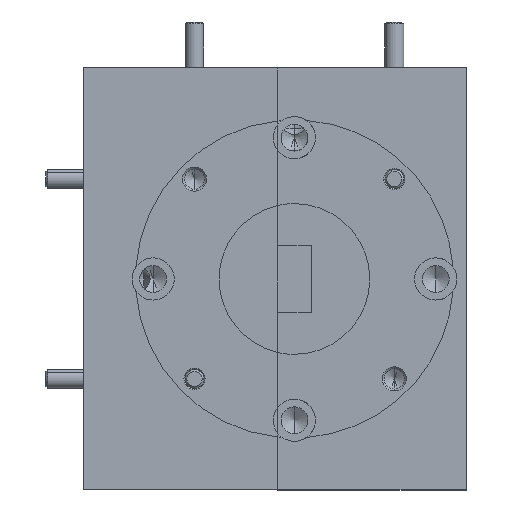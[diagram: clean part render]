
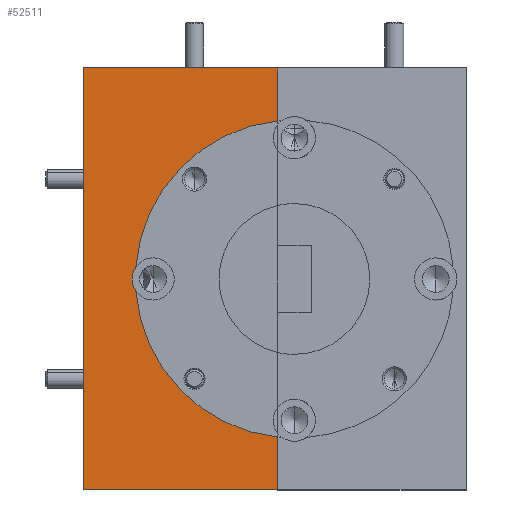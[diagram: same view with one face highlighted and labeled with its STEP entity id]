
A CAD part, left-side view. The second image highlights one B-rep face of the part: STEP entity #52511.
In plain terms, the highlighted planar face has unit normal (-1, 0, 0).
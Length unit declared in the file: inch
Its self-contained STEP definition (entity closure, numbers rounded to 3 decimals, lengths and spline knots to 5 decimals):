
#2422 = ORIENTED_EDGE ( 'NONE', *, *, #34624, .T. ) ;
#2433 = LINE ( 'NONE', #11999, #25849 ) ;
#2537 = DIRECTION ( 'NONE',  ( 1., 0., 0. ) ) ;
#3849 = DIRECTION ( 'NONE',  ( 1., 0., 0. ) ) ;
#7847 = ORIENTED_EDGE ( 'NONE', *, *, #49418, .T. ) ;
#8111 = VERTEX_POINT ( 'NONE', #57477 ) ;
#9186 = VERTEX_POINT ( 'NONE', #26896 ) ;
#10134 = LINE ( 'NONE', #35487, #13776 ) ;
#10263 = LINE ( 'NONE', #32888, #46059 ) ;
#11999 = CARTESIAN_POINT ( 'NONE',  ( 1.12749, 0.35421, 1.26705 ) ) ;
#13278 = DIRECTION ( 'NONE',  ( 0., 0., -1. ) ) ;
#13473 = VERTEX_POINT ( 'NONE', #43009 ) ;
#13776 = VECTOR ( 'NONE', #49954, 39.37008 ) ;
#14401 = DIRECTION ( 'NONE',  ( 1., 0., 0. ) ) ;
#14888 = VERTEX_POINT ( 'NONE', #21965 ) ;
#15191 = ORIENTED_EDGE ( 'NONE', *, *, #46648, .T. ) ;
#17544 = AXIS2_PLACEMENT_3D ( 'NONE', #31825, #3849, #36513 ) ;
#21064 = DIRECTION ( 'NONE',  ( 0., 0., -1. ) ) ;
#21101 = CARTESIAN_POINT ( 'NONE',  ( 1.12749, 0.35421, 2.66705 ) ) ;
#21155 = DIRECTION ( 'NONE',  ( 0., 0., -1. ) ) ;
#21427 = CARTESIAN_POINT ( 'NONE',  ( 1.12749, 0.82416, 2.00739 ) ) ;
#21965 = CARTESIAN_POINT ( 'NONE',  ( 1.12749, 0.82416, 1.92671 ) ) ;
#25221 = CARTESIAN_POINT ( 'NONE',  ( 1.12749, 0.35421, 2.66705 ) ) ;
#25849 = VECTOR ( 'NONE', #30213, 39.37008 ) ;
#25978 = CARTESIAN_POINT ( 'NONE',  ( 1.12749, 0.35421, 2.66705 ) ) ;
#26779 = ORIENTED_EDGE ( 'NONE', *, *, #56016, .F. ) ;
#26896 = CARTESIAN_POINT ( 'NONE',  ( 1.12749, 0.99821, 2.66705 ) ) ;
#29115 = ORIENTED_EDGE ( 'NONE', *, *, #42760, .F. ) ;
#30213 = DIRECTION ( 'NONE',  ( 0., 1., 0. ) ) ;
#31825 = CARTESIAN_POINT ( 'NONE',  ( 1.12749, 0.29821, 1.96705 ) ) ;
#32888 = CARTESIAN_POINT ( 'NONE',  ( 1.12749, 0.35421, 2.66705 ) ) ;
#32969 = CIRCLE ( 'NONE', #34970, 0.5275 ) ;
#33960 = CIRCLE ( 'NONE', #54093, 0.07 ) ;
#34050 = CARTESIAN_POINT ( 'NONE',  ( 1.12749, 0.29821, 1.96705 ) ) ;
#34124 = VERTEX_POINT ( 'NONE', #59347 ) ;
#34168 = ORIENTED_EDGE ( 'NONE', *, *, #43028, .F. ) ;
#34624 = EDGE_CURVE ( 'NONE', #14888, #50254, #33960, .T. ) ;
#34970 = AXIS2_PLACEMENT_3D ( 'NONE', #34050, #2537, #21155 ) ;
#35487 = CARTESIAN_POINT ( 'NONE',  ( 1.12749, 0.99821, 2.66705 ) ) ;
#36359 = FACE_OUTER_BOUND ( 'NONE', #37158, .T. ) ;
#36513 = DIRECTION ( 'NONE',  ( 0., 0., -1. ) ) ;
#37158 = EDGE_LOOP ( 'NONE', ( #2422, #55464, #34168, #7847, #37415, #26779, #29115, #15191 ) ) ;
#37415 = ORIENTED_EDGE ( 'NONE', *, *, #44083, .T. ) ;
#37673 = CARTESIAN_POINT ( 'NONE',  ( 1.12749, 0.35421, 2.66705 ) ) ;
#38056 = VECTOR ( 'NONE', #21064, 39.37008 ) ;
#42173 = CARTESIAN_POINT ( 'NONE',  ( 1.12749, 0.76696, 1.96705 ) ) ;
#42388 = DIRECTION ( 'NONE',  ( 0., 0., -1. ) ) ;
#42760 = EDGE_CURVE ( 'NONE', #8111, #60048, #50437, .T. ) ;
#43009 = CARTESIAN_POINT ( 'NONE',  ( 1.12749, 0.99821, 1.26705 ) ) ;
#43028 = EDGE_CURVE ( 'NONE', #55458, #34124, #10263, .T. ) ;
#44083 = EDGE_CURVE ( 'NONE', #9186, #13473, #10134, .T. ) ;
#45583 = AXIS2_PLACEMENT_3D ( 'NONE', #37673, #14401, #56625 ) ;
#46059 = VECTOR ( 'NONE', #13278, 39.37008 ) ;
#46648 = EDGE_CURVE ( 'NONE', #8111, #14888, #51644, .T. ) ;
#49219 = LINE ( 'NONE', #25221, #55072 ) ;
#49418 = EDGE_CURVE ( 'NONE', #55458, #9186, #49219, .T. ) ;
#49954 = DIRECTION ( 'NONE',  ( 0., 0., -1. ) ) ;
#50254 = VERTEX_POINT ( 'NONE', #21427 ) ;
#50296 = PLANE ( 'NONE',  #45583 ) ;
#50437 = LINE ( 'NONE', #25978, #38056 ) ;
#50680 = EDGE_CURVE ( 'NONE', #50254, #34124, #32969, .T. ) ;
#51644 = CIRCLE ( 'NONE', #17544, 0.5275 ) ;
#52511 = ADVANCED_FACE ( 'NONE', ( #36359 ), #50296, .F. ) ;
#54093 = AXIS2_PLACEMENT_3D ( 'NONE', #42173, #60522, #42388 ) ;
#55072 = VECTOR ( 'NONE', #57837, 39.37008 ) ;
#55458 = VERTEX_POINT ( 'NONE', #21101 ) ;
#55464 = ORIENTED_EDGE ( 'NONE', *, *, #50680, .T. ) ;
#56016 = EDGE_CURVE ( 'NONE', #60048, #13473, #2433, .T. ) ;
#56625 = DIRECTION ( 'NONE',  ( 0., 0., 1. ) ) ;
#57477 = CARTESIAN_POINT ( 'NONE',  ( 1.12749, 0.35421, 1.44253 ) ) ;
#57837 = DIRECTION ( 'NONE',  ( 0., 1., 0. ) ) ;
#59347 = CARTESIAN_POINT ( 'NONE',  ( 1.12749, 0.35421, 2.49157 ) ) ;
#59514 = CARTESIAN_POINT ( 'NONE',  ( 1.12749, 0.35421, 1.26705 ) ) ;
#60048 = VERTEX_POINT ( 'NONE', #59514 ) ;
#60522 = DIRECTION ( 'NONE',  ( 1., 0., 0. ) ) ;
